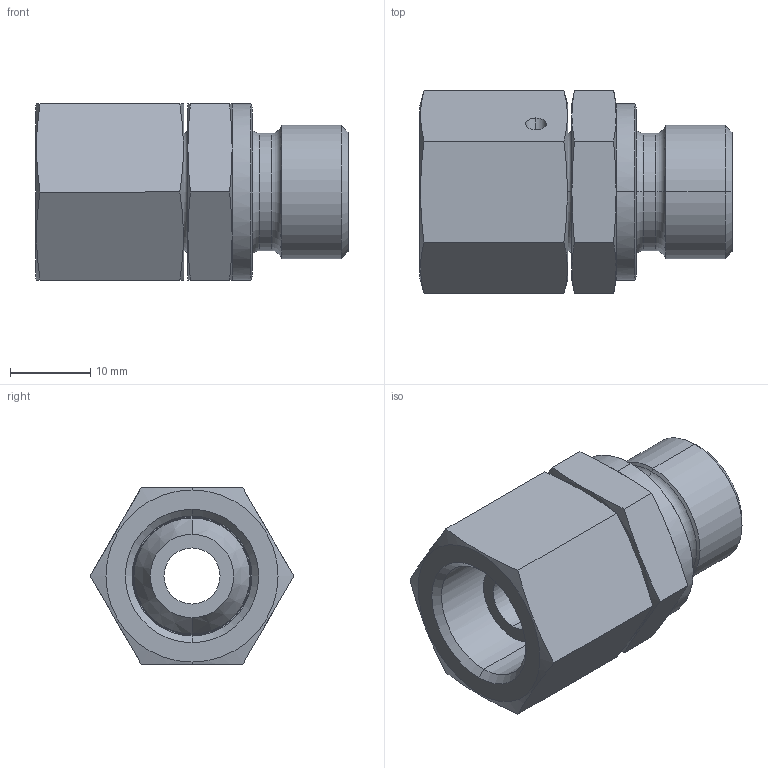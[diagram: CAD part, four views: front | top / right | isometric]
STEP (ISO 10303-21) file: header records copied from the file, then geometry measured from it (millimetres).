
FILE_DESCRIPTION(('STEP AP242'),'1');
FILE_NAME('125376.stp','2020-12-01T15:01:33',('TraceParts'),('TraceParts S.A.'),'Spatial InterOp 3D',' ',' ');
FILE_SCHEMA(('AP242_MANAGED_MODEL_BASED_3D_ENGINEERING_MIM_LF {1 0 10303 442 1 1 4}'));
Length unit declared in the file: millimetre
Products named in the file (1): 125376_1
Bounding box: 39 x 25.4 x 22 mm (x, y, z)
Volume: 10210.4 mm3; surface area: 6055.1 mm2
Topology: 2 solids, 2 shells, 92 faces, 214 edges, 126 vertices
Faces by surface type: cone 34, plane 24, cylinder 20, torus 14
Entity records: 2749 total; most frequent: CARTESIAN_POINT 654, DIRECTION 450, ORIENTED_EDGE 428, EDGE_CURVE 214, AXIS2_PLACEMENT_3D 188, VERTEX_POINT 126, EDGE_LOOP 98, CIRCLE 94
